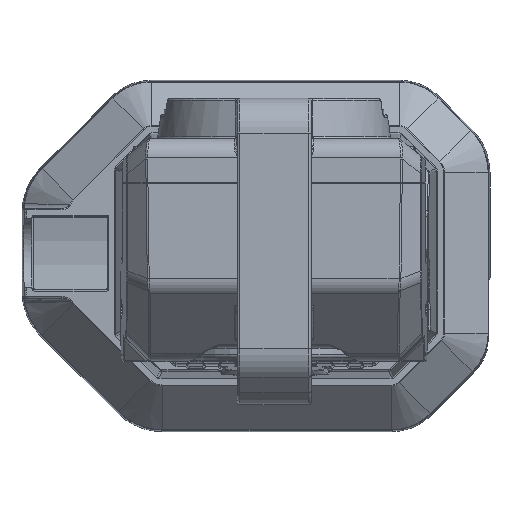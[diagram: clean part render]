
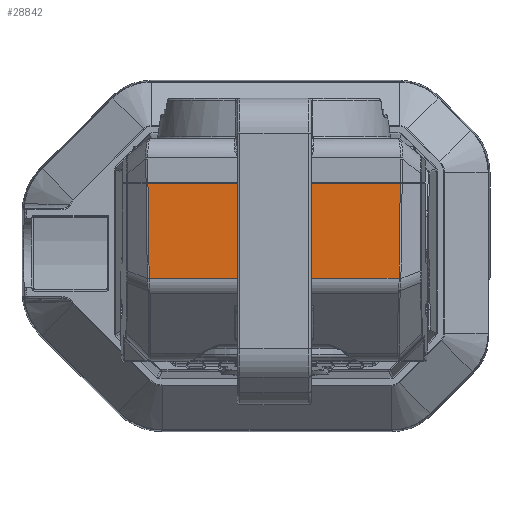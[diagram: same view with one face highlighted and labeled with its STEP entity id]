
A CAD part, top view. The second image highlights one B-rep face of the part: STEP entity #28842.
In plain terms, the highlighted planar face has unit normal (0, -0.01, 1).
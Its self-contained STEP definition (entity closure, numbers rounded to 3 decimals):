
#27325=CARTESIAN_POINT('Vertex',(-47.038,26.65,245.094)) ;
#27328=CARTESIAN_POINT('Line Origine',(0.,26.65,245.094)) ;
#27332=CARTESIAN_POINT('Vertex',(47.038,26.65,245.094)) ;
#28804=CARTESIAN_POINT('Vertex',(-46.584,-8.665,244.725)) ;
#28807=CARTESIAN_POINT('Line Origine',(-46.871,13.669,244.958)) ;
#28819=CARTESIAN_POINT('Axis2P3D Location',(0.,-8.665,244.725)) ;
#28824=CARTESIAN_POINT('Line Origine',(0.,-8.665,244.725)) ;
#28828=CARTESIAN_POINT('Vertex',(46.584,-8.665,244.725)) ;
#28831=CARTESIAN_POINT('Line Origine',(46.811,8.993,244.909)) ;
#27329=DIRECTION('Vector Direction',(1.,0.,0.)) ;
#28808=DIRECTION('Vector Direction',(0.013,-1.,-0.01)) ;
#28820=DIRECTION('Axis2P3D Direction',(0.,-0.01,1.)) ;
#28821=DIRECTION('Axis2P3D XDirection',(0.,1.,0.01)) ;
#28825=DIRECTION('Vector Direction',(-1.,0.,0.)) ;
#28832=DIRECTION('Vector Direction',(-0.013,-1.,-0.01)) ;
#28822=AXIS2_PLACEMENT_3D('Plane Axis2P3D',#28819,#28820,#28821) ;
#28837=ORIENTED_EDGE('',*,*,#28811,.T.) ;
#28838=ORIENTED_EDGE('',*,*,#28830,.F.) ;
#28839=ORIENTED_EDGE('',*,*,#28835,.F.) ;
#28840=ORIENTED_EDGE('',*,*,#27334,.F.) ;
#27330=VECTOR('Line Direction',#27329,1.) ;
#28809=VECTOR('Line Direction',#28808,1.) ;
#28826=VECTOR('Line Direction',#28825,1.) ;
#28833=VECTOR('Line Direction',#28832,1.) ;
#28842=ADVANCED_FACE('Body.9',(#28841),#28823,.T.) ;
#27334=EDGE_CURVE('',#27326,#27333,#27331,.T.) ;
#28811=EDGE_CURVE('',#27326,#28805,#28810,.T.) ;
#28830=EDGE_CURVE('',#28829,#28805,#28827,.T.) ;
#28835=EDGE_CURVE('',#27333,#28829,#28834,.T.) ;
#28836=EDGE_LOOP('',(#28837,#28838,#28839,#28840)) ;
#28841=FACE_OUTER_BOUND('',#28836,.T.) ;
#27331=LINE('Line',#27328,#27330) ;
#28810=LINE('Line',#28807,#28809) ;
#28827=LINE('Line',#28824,#28826) ;
#28834=LINE('Line',#28831,#28833) ;
#28823=PLANE('',#28822) ;
#27326=VERTEX_POINT('',#27325) ;
#27333=VERTEX_POINT('',#27332) ;
#28805=VERTEX_POINT('',#28804) ;
#28829=VERTEX_POINT('',#28828) ;
